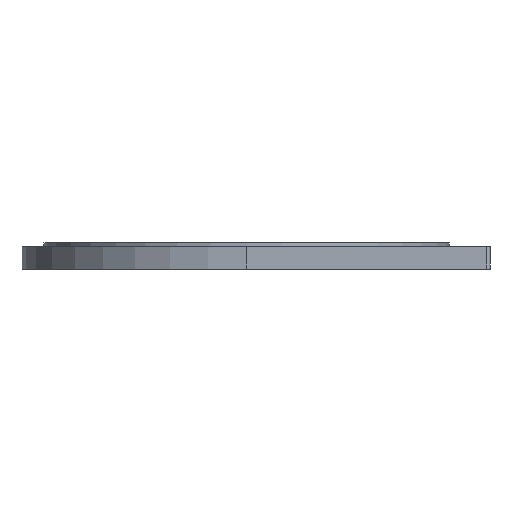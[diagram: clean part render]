
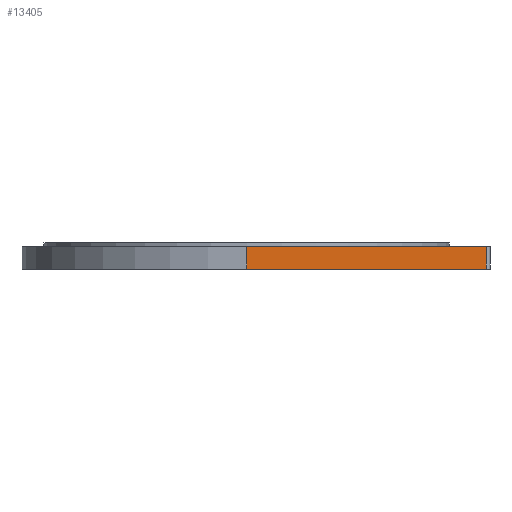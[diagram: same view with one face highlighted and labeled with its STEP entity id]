
A CAD part, left-side view. The second image highlights one B-rep face of the part: STEP entity #13405.
In plain terms, the highlighted planar face has unit normal (-1, 0, 0).
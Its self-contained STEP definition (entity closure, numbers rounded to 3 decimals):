
#231=PLANE('',#14270);
#597=FACE_OUTER_BOUND('',#1408,.T.);
#1408=EDGE_LOOP('',(#9124,#9125,#9126,#9127));
#2257=LINE('',#19919,#3526);
#2262=LINE('',#19931,#3531);
#2298=LINE('',#20209,#3567);
#2299=LINE('',#20210,#3568);
#3526=VECTOR('',#15650,10.);
#3531=VECTOR('',#15661,10.);
#3567=VECTOR('',#15939,10.);
#3568=VECTOR('',#15940,10.);
#5558=VERTEX_POINT('',#19916);
#5559=VERTEX_POINT('',#19918);
#5563=VERTEX_POINT('',#19930);
#5684=VERTEX_POINT('',#20208);
#6912=EDGE_CURVE('',#5558,#5559,#2257,.T.);
#6918=EDGE_CURVE('',#5559,#5563,#2262,.T.);
#7057=EDGE_CURVE('',#5684,#5558,#2298,.T.);
#7058=EDGE_CURVE('',#5563,#5684,#2299,.T.);
#9124=ORIENTED_EDGE('',*,*,#6912,.F.);
#9125=ORIENTED_EDGE('',*,*,#7057,.F.);
#9126=ORIENTED_EDGE('',*,*,#7058,.F.);
#9127=ORIENTED_EDGE('',*,*,#6918,.F.);
#13405=ADVANCED_FACE('',(#597),#231,.T.);
#14270=AXIS2_PLACEMENT_3D('',#20207,#15937,#15938);
#15650=DIRECTION('',(0.,0.,-1.));
#15661=DIRECTION('',(0.,1.,0.));
#15937=DIRECTION('center_axis',(-1.,0.,0.));
#15938=DIRECTION('ref_axis',(0.,-1.,0.));
#15939=DIRECTION('',(0.,-1.,0.));
#15940=DIRECTION('',(0.,0.,1.));
#19916=CARTESIAN_POINT('',(-120.,-128.,10.));
#19918=CARTESIAN_POINT('',(-120.,-128.,-2.));
#19919=CARTESIAN_POINT('',(-120.,-128.,0.));
#19930=CARTESIAN_POINT('',(-120.,0.,-2.));
#19931=CARTESIAN_POINT('',(-120.,0.,-2.));
#20207=CARTESIAN_POINT('Origin',(-120.,0.,0.));
#20208=CARTESIAN_POINT('',(-120.,0.,10.));
#20209=CARTESIAN_POINT('',(-120.,0.,10.));
#20210=CARTESIAN_POINT('',(-120.,0.,-2.));
